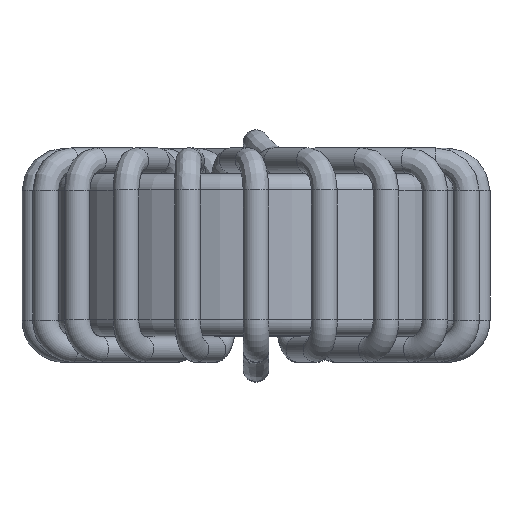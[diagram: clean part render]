
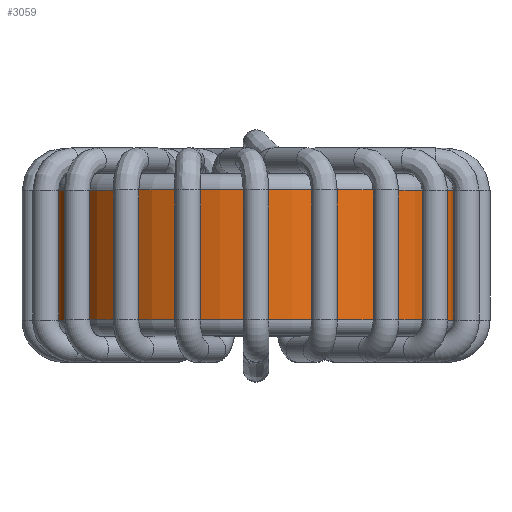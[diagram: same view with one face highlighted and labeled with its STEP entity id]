
A CAD part, top view. The second image highlights one B-rep face of the part: STEP entity #3059.
In plain terms, the highlighted cylindrical face has radius 6.45 mm (diameter 12.9 mm), a full revolution.
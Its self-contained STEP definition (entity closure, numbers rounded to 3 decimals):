
#439=ORIENTED_EDGE('',*,*,#615,.T.);
#440=ORIENTED_EDGE('',*,*,#616,.T.);
#615=EDGE_CURVE('',#783,#783,#951,.T.);
#616=EDGE_CURVE('',#784,#784,#952,.T.);
#783=VERTEX_POINT('',#8347);
#784=VERTEX_POINT('',#8349);
#951=CIRCLE('',#3360,6.45);
#952=CIRCLE('',#3361,6.45);
#1279=EDGE_LOOP('',(#439));
#1280=EDGE_LOOP('',(#440));
#1615=FACE_BOUND('',#1279,.T.);
#1616=FACE_BOUND('',#1280,.T.);
#1710=CYLINDRICAL_SURFACE('',#3359,6.45);
#3059=ADVANCED_FACE('',(#1615,#1616),#1710,.T.);
#3359=AXIS2_PLACEMENT_3D('',#8345,#3940,#3941);
#3360=AXIS2_PLACEMENT_3D('',#8346,#3942,#3943);
#3361=AXIS2_PLACEMENT_3D('',#8348,#3944,#3945);
#3940=DIRECTION('',(0.,-1.,0.));
#3941=DIRECTION('',(0.,0.,-1.));
#3942=DIRECTION('',(0.,1.,0.));
#3943=DIRECTION('',(0.,0.,1.));
#3944=DIRECTION('',(0.,-1.,0.));
#3945=DIRECTION('',(0.,0.,-1.));
#8345=CARTESIAN_POINT('',(0.,0.,0.));
#8346=CARTESIAN_POINT('',(0.,-2.015,0.));
#8347=CARTESIAN_POINT('',(0.,-2.015,6.45));
#8348=CARTESIAN_POINT('',(0.,2.015,0.));
#8349=CARTESIAN_POINT('',(0.,2.015,-6.45));
